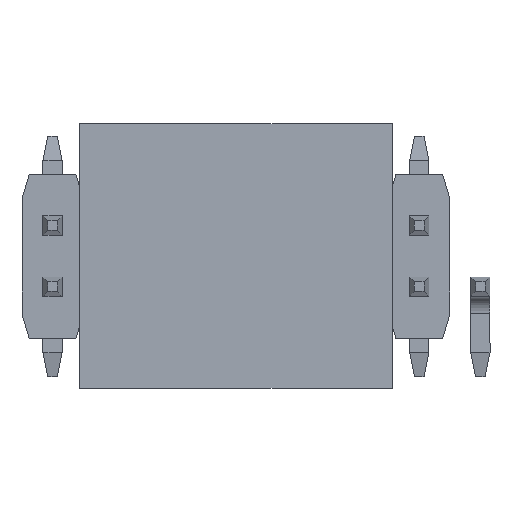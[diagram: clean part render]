
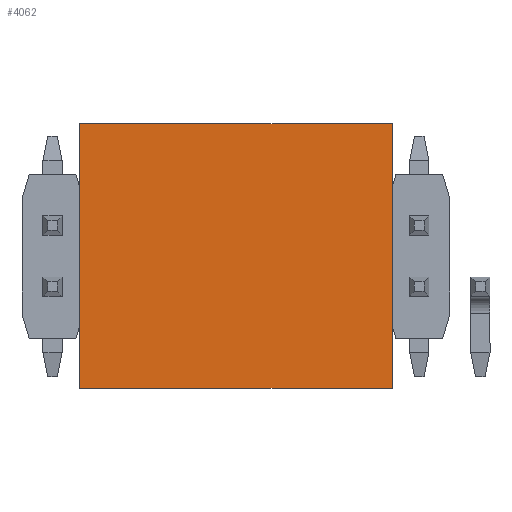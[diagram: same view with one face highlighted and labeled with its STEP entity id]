
A CAD part, top view. The second image highlights one B-rep face of the part: STEP entity #4062.
In plain terms, the highlighted planar face has unit normal (0, 0, 1).
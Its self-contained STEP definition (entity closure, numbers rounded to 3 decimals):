
#1148=ORIENTED_EDGE('',*,*,#1797,.T.);
#1149=ORIENTED_EDGE('',*,*,#1798,.F.);
#1150=ORIENTED_EDGE('',*,*,#1799,.F.);
#1151=ORIENTED_EDGE('',*,*,#1800,.T.);
#1797=EDGE_CURVE('',#2184,#2185,#2719,.T.);
#1798=EDGE_CURVE('',#2186,#2185,#2720,.T.);
#1799=EDGE_CURVE('',#2187,#2186,#2721,.T.);
#1800=EDGE_CURVE('',#2187,#2184,#2722,.T.);
#2184=VERTEX_POINT('',#6423);
#2185=VERTEX_POINT('',#6424);
#2186=VERTEX_POINT('',#6426);
#2187=VERTEX_POINT('',#6428);
#2719=LINE('',#6422,#3257);
#2720=LINE('',#6425,#3258);
#2721=LINE('',#6427,#3259);
#2722=LINE('',#6429,#3260);
#3257=VECTOR('',#5259,1000.);
#3258=VECTOR('',#5260,1000.);
#3259=VECTOR('',#5261,1000.);
#3260=VECTOR('',#5262,1000.);
#3482=EDGE_LOOP('',(#1148,#1149,#1150,#1151));
#3690=FACE_BOUND('',#3482,.T.);
#3876=PLANE('',#4316);
#4062=ADVANCED_FACE('',(#3690),#3876,.F.);
#4316=AXIS2_PLACEMENT_3D('',#6421,#5257,#5258);
#5257=DIRECTION('',(0.,0.,-1.));
#5258=DIRECTION('',(-1.,0.,0.));
#5259=DIRECTION('',(-1.,0.,0.));
#5260=DIRECTION('',(0.,1.,0.));
#5261=DIRECTION('',(-1.,0.,0.));
#5262=DIRECTION('',(0.,1.,0.));
#6421=CARTESIAN_POINT('',(2.75,-3.25,1.4));
#6422=CARTESIAN_POINT('',(2.75,3.25,1.4));
#6423=CARTESIAN_POINT('',(2.75,3.25,1.4));
#6424=CARTESIAN_POINT('',(-2.75,3.25,1.4));
#6425=CARTESIAN_POINT('',(-2.75,-3.25,1.4));
#6426=CARTESIAN_POINT('',(-2.75,-3.25,1.4));
#6427=CARTESIAN_POINT('',(2.75,-3.25,1.4));
#6428=CARTESIAN_POINT('',(2.75,-3.25,1.4));
#6429=CARTESIAN_POINT('',(2.75,-3.25,1.4));
